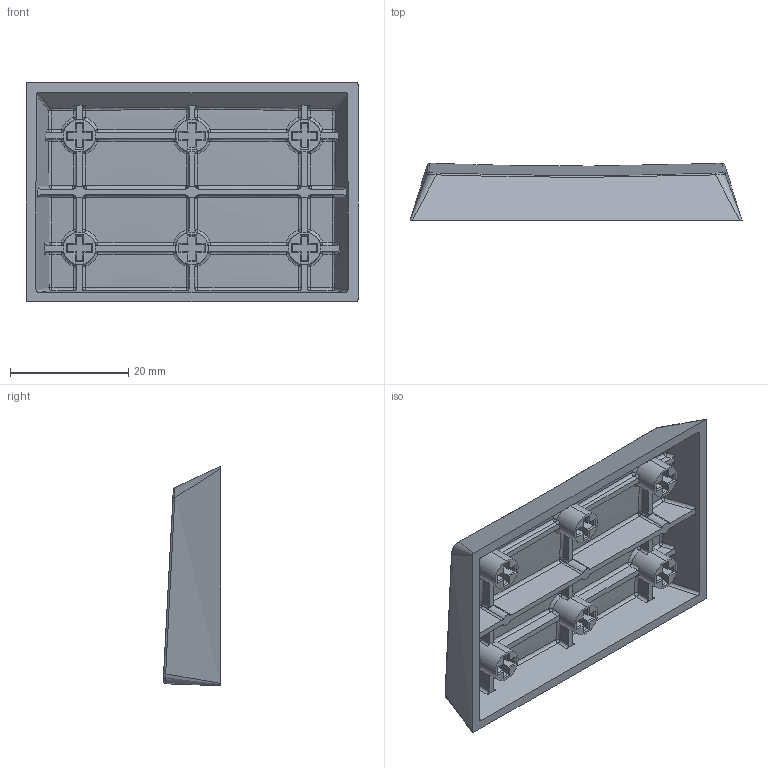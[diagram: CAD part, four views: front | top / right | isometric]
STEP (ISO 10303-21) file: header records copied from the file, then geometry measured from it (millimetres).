
FILE_DESCRIPTION (( 'STEP AP214' ), '1' );
FILE_NAME ('TKL_Cluster.STEP', '2023-01-18T20:09:49', ( '' ), ( '' ), 'SwSTEP 2.0', 'SolidWorks 2019', '' );
FILE_SCHEMA (( 'AUTOMOTIVE_DESIGN' ));
Length unit declared in the file: millimetre
Products named in the file (1): TKL_Cluster
Bounding box: 56.2 x 9.68 x 37.15 mm (x, y, z)
Volume: 6584.3 mm3; surface area: 8116 mm2
Topology: 1 solids, 1 shells, 582 faces, 1399 edges, 806 vertices
Faces by surface type: plane 224, bspline 155, cylinder 104, sphere 99
Entity records: 19090 total; most frequent: CARTESIAN_POINT 7067, ORIENTED_EDGE 2684, DIRECTION 2254, EDGE_CURVE 1342, AXIS2_PLACEMENT_3D 862, VERTEX_POINT 769, EDGE_LOOP 589, FACE_OUTER_BOUND 582
